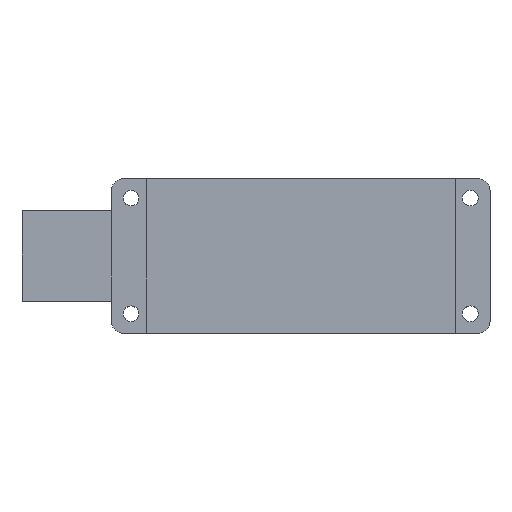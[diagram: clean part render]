
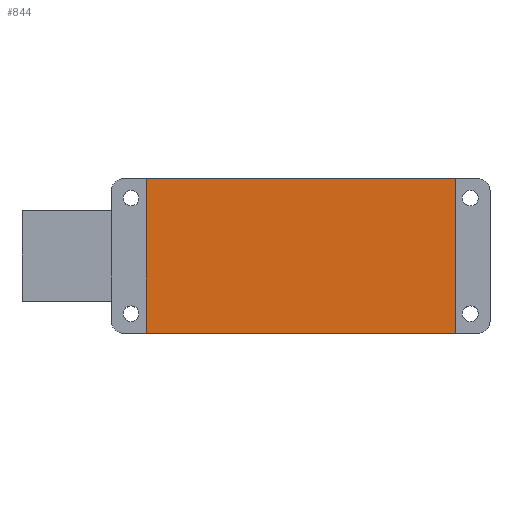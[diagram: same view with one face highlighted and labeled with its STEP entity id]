
A CAD part, top view. The second image highlights one B-rep face of the part: STEP entity #844.
In plain terms, the highlighted planar face has unit normal (0, 0, 1).
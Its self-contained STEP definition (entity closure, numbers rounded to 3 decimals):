
#63=PLANE('',#933);
#114=FACE_OUTER_BOUND('',#173,.T.);
#173=EDGE_LOOP('',(#742,#743,#744,#745));
#246=LINE('',#1346,#339);
#249=LINE('',#1352,#342);
#252=LINE('',#1358,#345);
#255=LINE('',#1362,#348);
#339=VECTOR('',#1112,10.);
#342=VECTOR('',#1117,10.);
#345=VECTOR('',#1122,10.);
#348=VECTOR('',#1127,10.);
#443=VERTEX_POINT('',#1343);
#444=VERTEX_POINT('',#1345);
#446=VERTEX_POINT('',#1351);
#448=VERTEX_POINT('',#1357);
#542=EDGE_CURVE('',#444,#443,#246,.T.);
#545=EDGE_CURVE('',#446,#444,#249,.T.);
#548=EDGE_CURVE('',#448,#446,#252,.T.);
#551=EDGE_CURVE('',#443,#448,#255,.T.);
#742=ORIENTED_EDGE('',*,*,#551,.T.);
#743=ORIENTED_EDGE('',*,*,#548,.T.);
#744=ORIENTED_EDGE('',*,*,#545,.T.);
#745=ORIENTED_EDGE('',*,*,#542,.T.);
#844=ADVANCED_FACE('',(#114),#63,.T.);
#933=AXIS2_PLACEMENT_3D('',#1363,#1128,#1129);
#1112=DIRECTION('',(1.,0.,0.));
#1117=DIRECTION('',(0.,-1.,0.));
#1122=DIRECTION('',(-1.,0.,0.));
#1127=DIRECTION('',(0.,1.,0.));
#1128=DIRECTION('center_axis',(0.,0.,1.));
#1129=DIRECTION('ref_axis',(1.,0.,0.));
#1343=CARTESIAN_POINT('',(56.75,0.,-2.));
#1345=CARTESIAN_POINT('',(5.75,0.,-2.));
#1346=CARTESIAN_POINT('',(5.75,0.,-2.));
#1351=CARTESIAN_POINT('',(5.75,25.5,-2.));
#1352=CARTESIAN_POINT('',(5.75,25.5,-2.));
#1357=CARTESIAN_POINT('',(56.75,25.5,-2.));
#1358=CARTESIAN_POINT('',(56.75,25.5,-2.));
#1362=CARTESIAN_POINT('',(56.75,0.,-2.));
#1363=CARTESIAN_POINT('Origin',(31.25,12.75,-2.));
